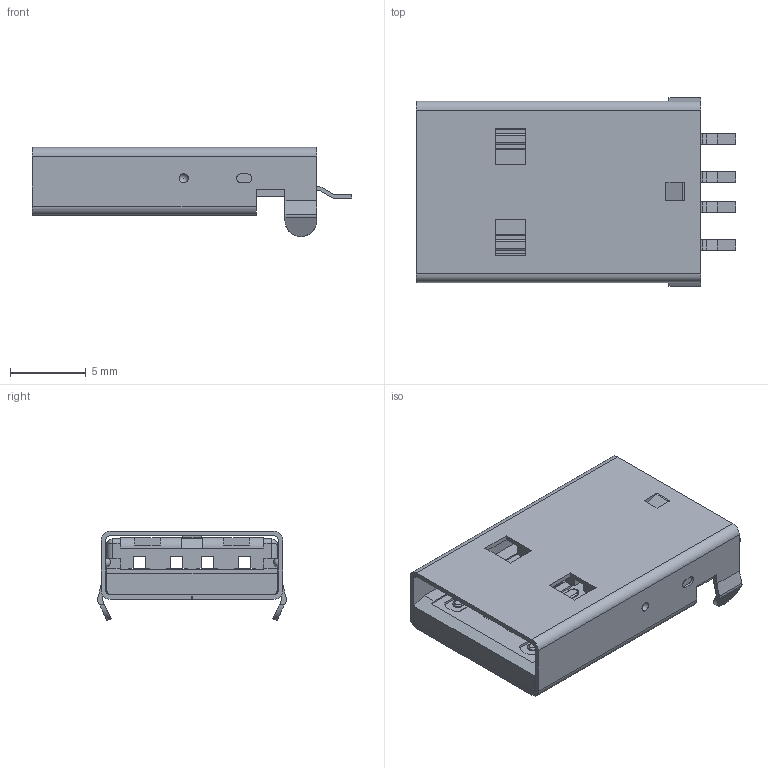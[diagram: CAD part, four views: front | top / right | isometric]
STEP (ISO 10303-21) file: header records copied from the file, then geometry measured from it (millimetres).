
FILE_DESCRIPTION (( 'STEP AP203' ), '1' );
FILE_NAME ('54-00011_revA.STEP', '2016-06-17T23:21:55', ( 'Tensility' ), ( '' ), 'SwSTEP 2.0', 'SolidWorks 2015', '' );
FILE_SCHEMA (( 'CONFIG_CONTROL_DESIGN' ));
Length unit declared in the file: millimetre
Products named in the file (7): 54-00011 pin 2; 54-00011 pin 1; 54-00011 pin 4; 54-00011 pin 3; 54-00011_revA; 54-00011 insulator; 54-00011 shell
Assembly tree (6 placements, depth 2):
  54-00011_revA
    54-00011 insulator
    54-00011 shell
    54-00011 pin 2
    54-00011 pin 1
    54-00011 pin 4
    54-00011 pin 3
Bounding box: 21.1 x 12.5 x 5.9 mm (x, y, z)
Volume: 636.8 mm3; surface area: 2180.6 mm2
Topology: 10 solids, 10 shells, 446 faces, 1222 edges, 802 vertices
Faces by surface type: plane 292, cylinder 132, torus 12, sphere 8, bspline 2
Entity records: 14763 total; most frequent: CARTESIAN_POINT 2555, ORIENTED_EDGE 2404, DIRECTION 2378, EDGE_CURVE 1202, LINE 900, VECTOR 900, VERTEX_POINT 792, AXIS2_PLACEMENT_3D 739
